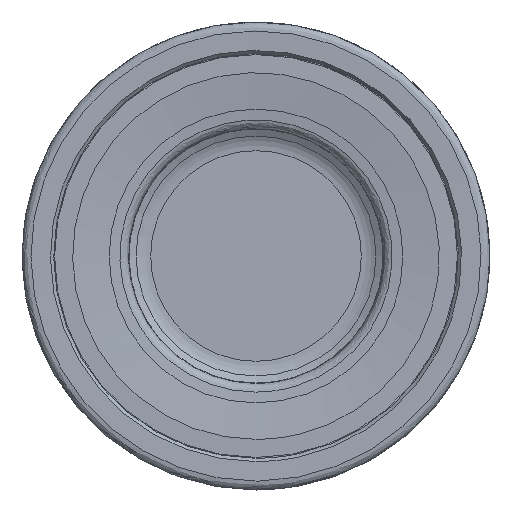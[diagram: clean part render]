
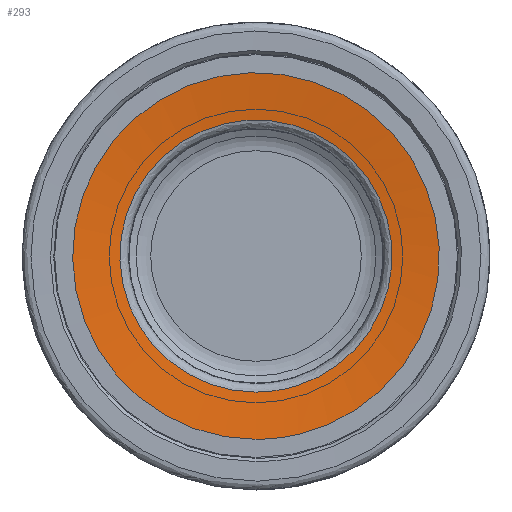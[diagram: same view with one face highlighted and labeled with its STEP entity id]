
A CAD part, left-side view. The second image highlights one B-rep face of the part: STEP entity #293.
In plain terms, the highlighted face is a revolution surface.
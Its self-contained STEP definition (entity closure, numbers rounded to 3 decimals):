
#45=SURFACE_OF_REVOLUTION('',#75,#63);
#63=AXIS1_PLACEMENT('',#961,#821);
#75=LINE('',#960,#87);
#87=VECTOR('',#820,4.169);
#293=ADVANCED_FACE('',(#366,#367),#45,.T.);
#366=FACE_BOUND('',#438,.T.);
#367=FACE_BOUND('',#439,.T.);
#438=EDGE_LOOP('',(#510));
#439=EDGE_LOOP('',(#511));
#510=ORIENTED_EDGE('',*,*,#586,.F.);
#511=ORIENTED_EDGE('',*,*,#585,.T.);
#549=VERTEX_POINT('',#955);
#550=VERTEX_POINT('',#959);
#585=EDGE_CURVE('',#549,#549,#621,.T.);
#586=EDGE_CURVE('',#550,#550,#622,.T.);
#621=CIRCLE('',#678,11.632);
#622=CIRCLE('',#680,15.67);
#678=AXIS2_PLACEMENT_3D('',#954,#813,#814);
#680=AXIS2_PLACEMENT_3D('',#958,#818,#819);
#813=DIRECTION('',(1.,0.,0.));
#814=DIRECTION('',(0.,0.,-1.));
#818=DIRECTION('',(1.,0.,0.));
#819=DIRECTION('',(0.,0.,-1.));
#820=DIRECTION('',(-0.108,-0.983,-0.15));
#821=DIRECTION('',(1.,0.,0.));
#954=CARTESIAN_POINT('',(0.793,0.,0.));
#955=CARTESIAN_POINT('',(0.793,0.,-11.632));
#958=CARTESIAN_POINT('',(0.341,0.,0.));
#959=CARTESIAN_POINT('',(0.341,0.,-15.67));
#960=CARTESIAN_POINT('',(0.793,-11.557,1.32));
#961=CARTESIAN_POINT('',(0.,0.,0.));
